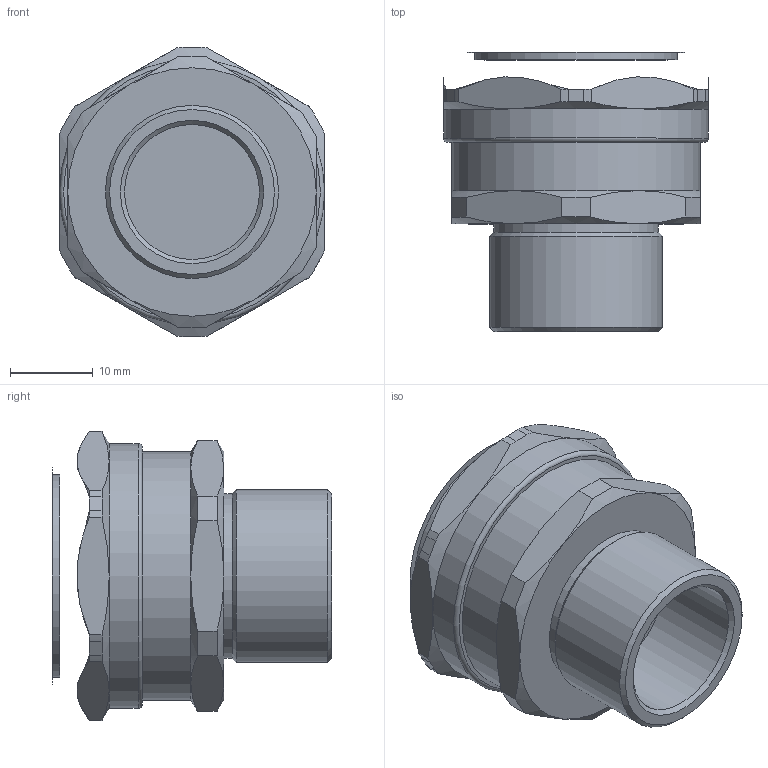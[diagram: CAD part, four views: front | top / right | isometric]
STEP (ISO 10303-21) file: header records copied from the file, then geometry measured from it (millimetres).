
FILE_DESCRIPTION(/* description */ (''),/* implementation_level */ '2;1');
FILE_NAME(/* name */ '',/* time_stamp */ '2023-07-17T09:43:36+07:00',/* author */ ('zeta-09'),/* organization */ (''),/* preprocessor_version */ 'ST-DEVELOPER v19.2',/* originating_system */ 'Autodesk Inventor 2024',/* authorisation */ '');
FILE_SCHEMA (('AUTOMOTIVE_DESIGN { 1 0 10303 214 3 1 1 }'));
Length unit declared in the file: millimetre
Products named in the file (1): Деталь4
Bounding box: 32 x 33.7 x 34.95 mm (x, y, z)
Volume: 17276.5 mm3; surface area: 5122.6 mm2
Topology: 1 solids, 1 shells, 71 faces, 172 edges, 107 vertices
Faces by surface type: plane 30, cone 22, cylinder 18, torus 1
Full cylindrical faces by diameter (mm): 16.3 x1, 19.9 x1, 20.9 x1, 24.5 x1, 30 x1, 32 x1
Entity records: 2124 total; most frequent: CARTESIAN_POINT 485, ORIENTED_EDGE 344, DIRECTION 308, EDGE_CURVE 172, AXIS2_PLACEMENT_3D 131, VERTEX_POINT 107, EDGE_LOOP 75, FACE_OUTER_BOUND 71
